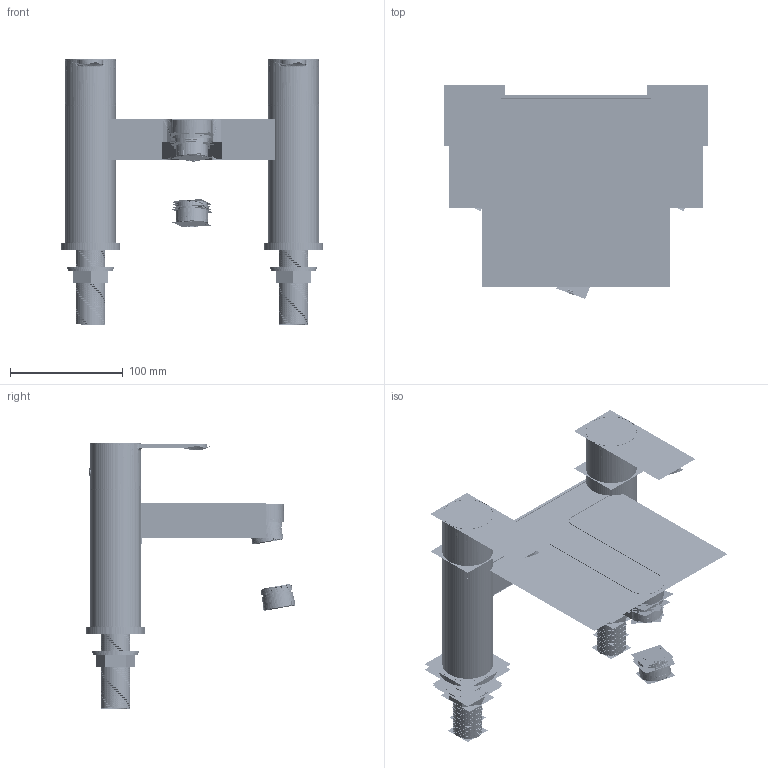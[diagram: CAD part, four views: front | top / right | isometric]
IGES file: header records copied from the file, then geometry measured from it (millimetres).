
Start section:  PTC IGES file: 8033116.igs
Global section: file name: 8033116.igs; native system: Pro/ENGINEER by Parametric Technology Corporation; preprocessor: 2008230; author: Administrator; organization: Unknown; date: 20140607.141153; units: millimetre
Bounding box: 234.08 x 189.5 x 235.24 mm (x, y, z)
Volume: 879603.4 mm3; surface area: 2376823.8 mm2
Topology: 53 solids, 80 shells, 6052 faces, 31734 edges, 40151 vertices
Faces by surface type: revolution 3104, bspline 2948
